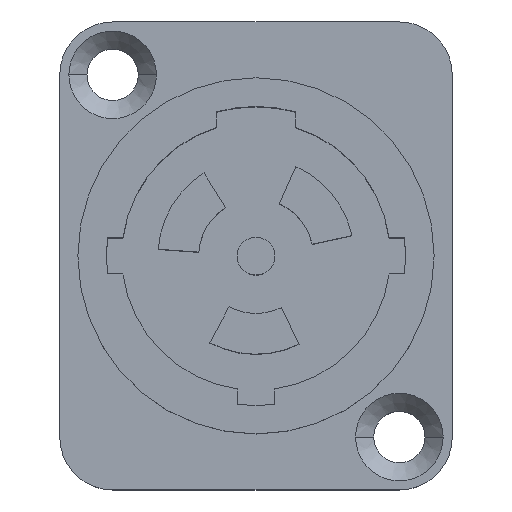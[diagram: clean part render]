
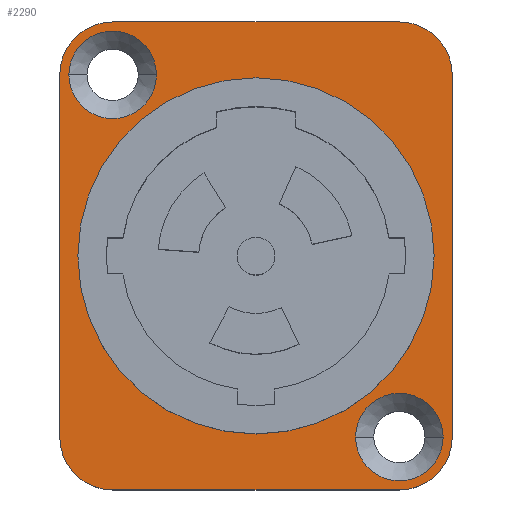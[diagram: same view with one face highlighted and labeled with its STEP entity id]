
A CAD part, top view. The second image highlights one B-rep face of the part: STEP entity #2290.
In plain terms, the highlighted planar face has unit normal (0, 0, 1).
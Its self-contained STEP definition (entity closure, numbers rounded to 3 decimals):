
#678=DIRECTION('',(0.,1.,0.));
#679=VECTOR('',#678,24.);
#680=CARTESIAN_POINT('',(-13.,-12.,4.5));
#681=LINE('',#680,#679);
#682=CARTESIAN_POINT('',(-9.5,12.,4.5));
#683=DIRECTION('',(0.,0.,1.));
#684=DIRECTION('',(0.,1.,0.));
#685=AXIS2_PLACEMENT_3D('',#682,#683,#684);
#687=DIRECTION('',(1.,0.,0.));
#688=VECTOR('',#687,19.);
#689=CARTESIAN_POINT('',(-9.5,15.5,4.5));
#690=LINE('',#689,#688);
#691=CARTESIAN_POINT('',(9.5,12.,4.5));
#692=DIRECTION('',(0.,0.,1.));
#693=DIRECTION('',(1.,0.,0.));
#694=AXIS2_PLACEMENT_3D('',#691,#692,#693);
#696=DIRECTION('',(0.,-1.,0.));
#697=VECTOR('',#696,24.);
#698=CARTESIAN_POINT('',(13.,12.,4.5));
#699=LINE('',#698,#697);
#700=CARTESIAN_POINT('',(9.5,-12.,4.5));
#701=DIRECTION('',(0.,0.,1.));
#702=DIRECTION('',(0.,-1.,0.));
#703=AXIS2_PLACEMENT_3D('',#700,#701,#702);
#705=DIRECTION('',(-1.,0.,0.));
#706=VECTOR('',#705,19.);
#707=CARTESIAN_POINT('',(9.5,-15.5,4.5));
#708=LINE('',#707,#706);
#709=CARTESIAN_POINT('',(-9.5,-12.,4.5));
#710=DIRECTION('',(0.,0.,1.));
#711=DIRECTION('',(-1.,0.,0.));
#712=AXIS2_PLACEMENT_3D('',#709,#710,#711);
#714=CARTESIAN_POINT('',(-9.5,12.,4.5));
#715=DIRECTION('',(0.,0.,-1.));
#716=DIRECTION('',(1.,0.,0.));
#717=AXIS2_PLACEMENT_3D('',#714,#715,#716);
#719=CARTESIAN_POINT('',(-9.5,12.,4.5));
#720=DIRECTION('',(0.,0.,-1.));
#721=DIRECTION('',(-1.,0.,0.));
#722=AXIS2_PLACEMENT_3D('',#719,#720,#721);
#724=CARTESIAN_POINT('',(9.5,-12.,4.5));
#725=DIRECTION('',(0.,0.,-1.));
#726=DIRECTION('',(1.,0.,0.));
#727=AXIS2_PLACEMENT_3D('',#724,#725,#726);
#729=CARTESIAN_POINT('',(9.5,-12.,4.5));
#730=DIRECTION('',(0.,0.,-1.));
#731=DIRECTION('',(-1.,0.,0.));
#732=AXIS2_PLACEMENT_3D('',#729,#730,#731);
#742=CARTESIAN_POINT('',(0.,0.,4.5));
#743=DIRECTION('',(0.,0.,1.));
#744=DIRECTION('',(0.,1.,0.));
#745=AXIS2_PLACEMENT_3D('',#742,#743,#744);
#747=CARTESIAN_POINT('',(0.,0.,4.5));
#748=DIRECTION('',(0.,0.,-1.));
#749=DIRECTION('',(0.,1.,0.));
#750=AXIS2_PLACEMENT_3D('',#747,#748,#749);
#1306=CARTESIAN_POINT('',(0.,11.8,4.5));
#1308=VERTEX_POINT('',#1306);
#1314=CARTESIAN_POINT('',(0.,-11.8,4.5));
#1316=VERTEX_POINT('',#1314);
#1338=CARTESIAN_POINT('',(-13.,-12.,4.5));
#1339=CARTESIAN_POINT('',(-13.,12.,4.5));
#1340=VERTEX_POINT('',#1338);
#1341=VERTEX_POINT('',#1339);
#1342=CARTESIAN_POINT('',(-9.5,15.5,4.5));
#1343=VERTEX_POINT('',#1342);
#1344=CARTESIAN_POINT('',(9.5,15.5,4.5));
#1345=VERTEX_POINT('',#1344);
#1346=CARTESIAN_POINT('',(13.,12.,4.5));
#1347=VERTEX_POINT('',#1346);
#1348=CARTESIAN_POINT('',(13.,-12.,4.5));
#1349=VERTEX_POINT('',#1348);
#1350=CARTESIAN_POINT('',(9.5,-15.5,4.5));
#1351=VERTEX_POINT('',#1350);
#1352=CARTESIAN_POINT('',(-9.5,-15.5,4.5));
#1353=VERTEX_POINT('',#1352);
#1398=CARTESIAN_POINT('',(-6.6,12.,4.5));
#1399=CARTESIAN_POINT('',(-12.4,12.,4.5));
#1400=VERTEX_POINT('',#1398);
#1401=VERTEX_POINT('',#1399);
#1406=CARTESIAN_POINT('',(12.4,-12.,4.5));
#1407=CARTESIAN_POINT('',(6.6,-12.,4.5));
#1408=VERTEX_POINT('',#1406);
#1409=VERTEX_POINT('',#1407);
#2257=CARTESIAN_POINT('',(0.,0.,4.5));
#2258=DIRECTION('',(0.,0.,-1.));
#2259=DIRECTION('',(0.,-1.,0.));
#2260=AXIS2_PLACEMENT_3D('',#2257,#2258,#2259);
#2261=PLANE('',#2260);
#2262=ORIENTED_EDGE('',*,*,#2153,.T.);
#2263=ORIENTED_EDGE('',*,*,#2168,.F.);
#2264=ORIENTED_EDGE('',*,*,#2182,.T.);
#2265=ORIENTED_EDGE('',*,*,#2196,.F.);
#2266=ORIENTED_EDGE('',*,*,#2210,.T.);
#2267=ORIENTED_EDGE('',*,*,#2224,.F.);
#2268=ORIENTED_EDGE('',*,*,#2238,.T.);
#2269=ORIENTED_EDGE('',*,*,#2251,.F.);
#2270=EDGE_LOOP('',(#2262,#2263,#2264,#2265,#2266,#2267,#2268,#2269));
#2271=FACE_OUTER_BOUND('',#2270,.F.);
#2273=ORIENTED_EDGE('',*,*,#2272,.T.);
#2275=ORIENTED_EDGE('',*,*,#2274,.F.);
#2276=EDGE_LOOP('',(#2273,#2275));
#2277=FACE_BOUND('',#2276,.F.);
#2279=ORIENTED_EDGE('',*,*,#2278,.F.);
#2281=ORIENTED_EDGE('',*,*,#2280,.F.);
#2282=EDGE_LOOP('',(#2279,#2281));
#2283=FACE_BOUND('',#2282,.F.);
#2285=ORIENTED_EDGE('',*,*,#2284,.F.);
#2287=ORIENTED_EDGE('',*,*,#2286,.F.);
#2288=EDGE_LOOP('',(#2285,#2287));
#2289=FACE_BOUND('',#2288,.F.);
#686=CIRCLE('',#685,3.5);
#695=CIRCLE('',#694,3.5);
#704=CIRCLE('',#703,3.5);
#713=CIRCLE('',#712,3.5);
#718=CIRCLE('',#717,2.9);
#723=CIRCLE('',#722,2.9);
#728=CIRCLE('',#727,2.9);
#733=CIRCLE('',#732,2.9);
#746=CIRCLE('',#745,11.8);
#751=CIRCLE('',#750,11.8);
#2153=EDGE_CURVE('',#1340,#1341,#681,.T.);
#2168=EDGE_CURVE('',#1343,#1341,#686,.T.);
#2182=EDGE_CURVE('',#1343,#1345,#690,.T.);
#2196=EDGE_CURVE('',#1347,#1345,#695,.T.);
#2210=EDGE_CURVE('',#1347,#1349,#699,.T.);
#2224=EDGE_CURVE('',#1351,#1349,#704,.T.);
#2238=EDGE_CURVE('',#1351,#1353,#708,.T.);
#2251=EDGE_CURVE('',#1340,#1353,#713,.T.);
#2272=EDGE_CURVE('',#1308,#1316,#746,.T.);
#2274=EDGE_CURVE('',#1308,#1316,#751,.T.);
#2278=EDGE_CURVE('',#1400,#1401,#718,.T.);
#2280=EDGE_CURVE('',#1401,#1400,#723,.T.);
#2284=EDGE_CURVE('',#1408,#1409,#728,.T.);
#2286=EDGE_CURVE('',#1409,#1408,#733,.T.);
#2290=ADVANCED_FACE('',(#2271,#2277,#2283,#2289),#2261,.F.);
